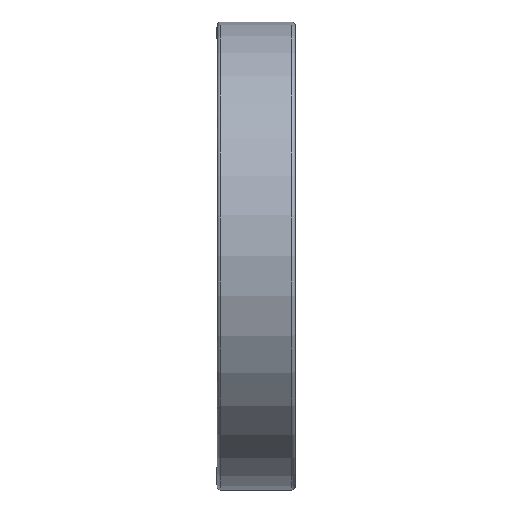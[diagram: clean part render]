
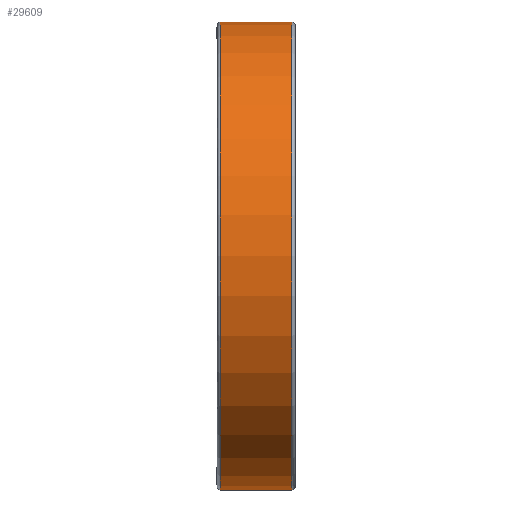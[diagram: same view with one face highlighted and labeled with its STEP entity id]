
A CAD part, top view. The second image highlights one B-rep face of the part: STEP entity #29609.
In plain terms, the highlighted cylindrical face has radius 21 mm (diameter 42 mm), a partial arc.
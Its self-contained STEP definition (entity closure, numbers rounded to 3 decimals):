
#18188=DIRECTION('',(-1.,0.,0.));
#18189=VECTOR('',#18188,6.4);
#18190=CARTESIAN_POINT('',(3.2,21.,0.));
#18191=LINE('',#18190,#18189);
#18195=DIRECTION('',(-1.,0.,0.));
#18196=VECTOR('',#18195,6.4);
#18197=CARTESIAN_POINT('',(3.2,-21.,0.));
#18198=LINE('',#18197,#18196);
#18210=CARTESIAN_POINT('',(3.2,0.,0.));
#18211=DIRECTION('',(1.,0.,0.));
#18212=DIRECTION('',(0.,1.,0.));
#18213=AXIS2_PLACEMENT_3D('',#18210,#18211,#18212);
#18218=CARTESIAN_POINT('',(-3.2,0.,0.));
#18219=DIRECTION('',(1.,0.,0.));
#18220=DIRECTION('',(0.,1.,0.));
#18221=AXIS2_PLACEMENT_3D('',#18218,#18219,#18220);
#26125=CARTESIAN_POINT('',(3.2,21.,0.));
#26126=CARTESIAN_POINT('',(-3.2,21.,0.));
#26127=VERTEX_POINT('',#26125);
#26128=VERTEX_POINT('',#26126);
#26137=CARTESIAN_POINT('',(3.2,-21.,0.));
#26138=CARTESIAN_POINT('',(-3.2,-21.,0.));
#26139=VERTEX_POINT('',#26137);
#26140=VERTEX_POINT('',#26138);
#29597=CARTESIAN_POINT('',(-3.85,0.,0.));
#29598=DIRECTION('',(1.,0.,0.));
#29599=DIRECTION('',(0.,-1.,0.));
#29600=AXIS2_PLACEMENT_3D('',#29597,#29598,#29599);
#29601=CYLINDRICAL_SURFACE('',#29600,21.);
#29602=ORIENTED_EDGE('',*,*,#29587,.F.);
#29603=ORIENTED_EDGE('',*,*,#29564,.T.);
#29604=ORIENTED_EDGE('',*,*,#29591,.T.);
#29606=ORIENTED_EDGE('',*,*,#29605,.F.);
#29607=EDGE_LOOP('',(#29602,#29603,#29604,#29606));
#29608=FACE_OUTER_BOUND('',#29607,.F.);
#18214=CIRCLE('',#18213,21.);
#18222=CIRCLE('',#18221,21.);
#29564=EDGE_CURVE('',#26127,#26139,#18214,.T.);
#29587=EDGE_CURVE('',#26127,#26128,#18191,.T.);
#29591=EDGE_CURVE('',#26139,#26140,#18198,.T.);
#29605=EDGE_CURVE('',#26128,#26140,#18222,.T.);
#29609=ADVANCED_FACE('',(#29608),#29601,.T.);
